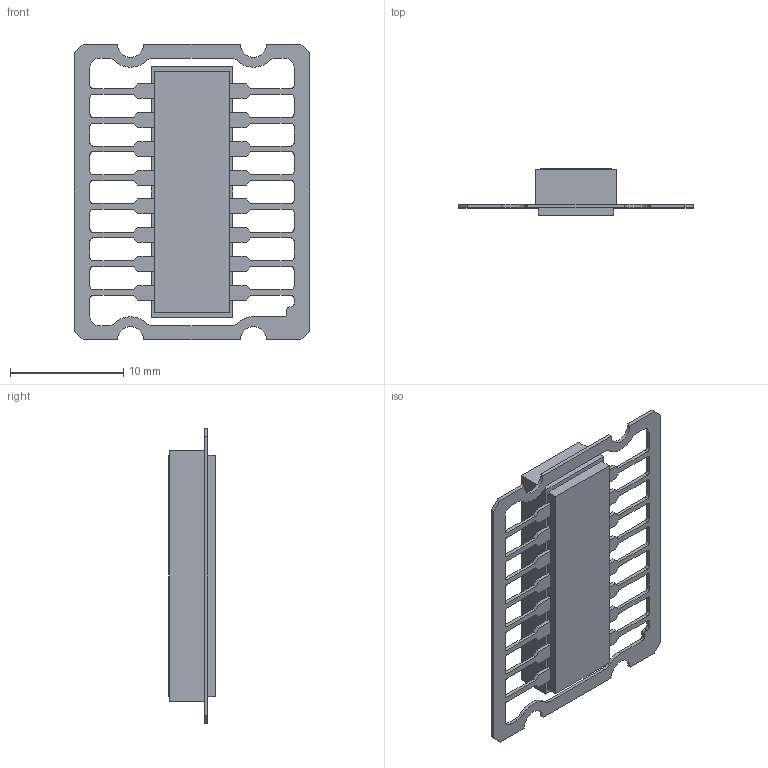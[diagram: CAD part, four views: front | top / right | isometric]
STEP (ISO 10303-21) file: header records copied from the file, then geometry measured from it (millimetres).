
FILE_DESCRIPTION((''),'2;1');
FILE_NAME('90HBW10_ASM','2015-01-16T',('amercuri'),(''),'PRO/ENGINEER BY PARAMETRIC TECHNOLOGY CORPORATION, 2011490','PRO/ENGINEER BY PARAMETRIC TECHNOLOGY CORPORATION, 2011490','');
FILE_SCHEMA(('CONFIG_CONTROL_DESIGN'));
Length unit declared in the file: inch
Products named in the file (8): 904148BASE; 903428-8; 904148-8_ASM; 907531-2; 902431-8; 906205_ON_POSITION; 907141; 90HBW10_ASM
Assembly tree (7 placements, depth 3):
  90HBW10_ASM
    904148-8_ASM
      904148BASE
      903428-8
    907531-2
    902431-8
    906205_ON_POSITION
    907141
Bounding box: 20.83 x 4.14 x 26.16 mm (x, y, z)
Volume: 441.3 mm3; surface area: 1924 mm2
Topology: 6 solids, 6 shells, 1345 faces, 3958 edges, 2594 vertices
Faces by surface type: plane 954, cylinder 267, torus 70, cone 34, bspline 18, sphere 2
Entity records: 47018 total; most frequent: CARTESIAN_POINT 10999, ORIENTED_EDGE 7908, DIRECTION 7082, EDGE_CURVE 3954, VECTOR 2672, LINE 2672, VERTEX_POINT 2594, AXIS2_PLACEMENT_3D 2205
